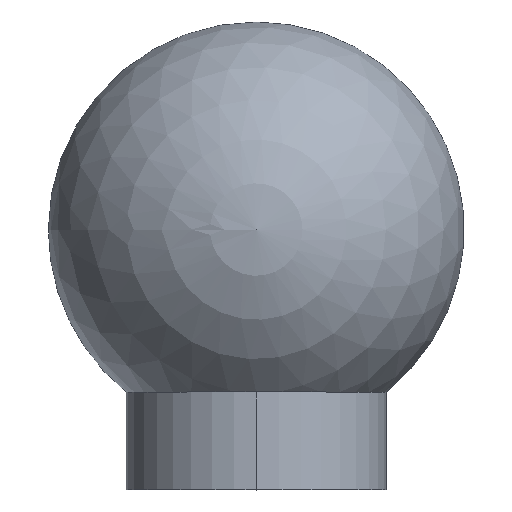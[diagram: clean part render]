
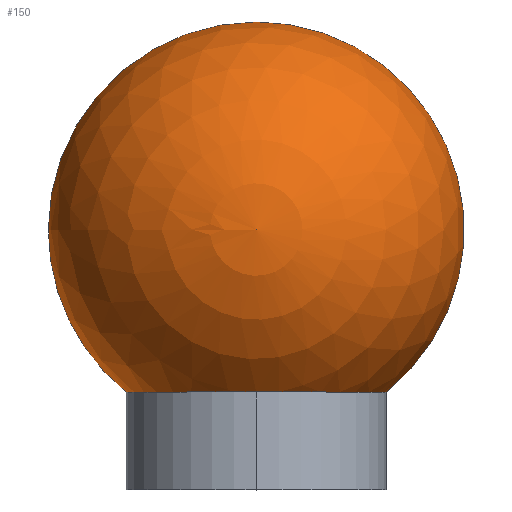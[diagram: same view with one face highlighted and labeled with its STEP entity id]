
A CAD part, top view. The second image highlights one B-rep face of the part: STEP entity #150.
In plain terms, the highlighted spherical face has radius 80 mm.
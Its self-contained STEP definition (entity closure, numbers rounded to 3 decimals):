
#1 = DIRECTION ( 'NONE',  ( -1., 0., 0. ) ) ;
#5 = ORIENTED_EDGE ( 'NONE', *, *, #226, .F. ) ;
#19 = FACE_OUTER_BOUND ( 'NONE', #66, .T. ) ;
#33 = AXIS2_PLACEMENT_3D ( 'NONE', #81, #183, #1 ) ;
#39 = AXIS2_PLACEMENT_3D ( 'NONE', #285, #123, #223 ) ;
#44 = AXIS2_PLACEMENT_3D ( 'NONE', #279, #201, #310 ) ;
#52 = CIRCLE ( 'NONE', #195, 50. ) ;
#66 = EDGE_LOOP ( 'NONE', ( #93, #330, #275, #5 ) ) ;
#71 = DIRECTION ( 'NONE',  ( 0., 0., 1. ) ) ;
#81 = CARTESIAN_POINT ( 'NONE',  ( 0., 100., 0. ) ) ;
#91 = VERTEX_POINT ( 'NONE', #257 ) ;
#93 = ORIENTED_EDGE ( 'NONE', *, *, #290, .F. ) ;
#97 = DIRECTION ( 'NONE',  ( 0., -1., 0. ) ) ;
#99 = AXIS2_PLACEMENT_3D ( 'NONE', #202, #71, #120 ) ;
#100 = CIRCLE ( 'NONE', #33, 80. ) ;
#118 = EDGE_CURVE ( 'NONE', #329, #91, #52, .T. ) ;
#120 = DIRECTION ( 'NONE',  ( 1., 0., 0. ) ) ;
#122 = DIRECTION ( 'NONE',  ( 0., 0., 1. ) ) ;
#123 = DIRECTION ( 'NONE',  ( 0., -1., 0. ) ) ;
#129 = CARTESIAN_POINT ( 'NONE',  ( 0., 37.55, 50. ) ) ;
#139 = VERTEX_POINT ( 'NONE', #335 ) ;
#147 = SPHERICAL_SURFACE ( 'NONE', #44, 80. ) ;
#150 = ADVANCED_FACE ( 'NONE', ( #19 ), #147, .T. ) ;
#166 = EDGE_CURVE ( 'NONE', #278, #91, #234, .T. ) ;
#183 = DIRECTION ( 'NONE',  ( 0., 0., -1. ) ) ;
#195 = AXIS2_PLACEMENT_3D ( 'NONE', #313, #97, #122 ) ;
#201 = DIRECTION ( 'NONE',  ( 0., 0., -1. ) ) ;
#202 = CARTESIAN_POINT ( 'NONE',  ( 0., 100., 0. ) ) ;
#214 = CIRCLE ( 'NONE', #39, 50. ) ;
#223 = DIRECTION ( 'NONE',  ( 0., 0., 1. ) ) ;
#226 = EDGE_CURVE ( 'NONE', #139, #329, #214, .T. ) ;
#233 = CARTESIAN_POINT ( 'NONE',  ( 0., 180., 0. ) ) ;
#234 = CIRCLE ( 'NONE', #99, 80. ) ;
#257 = CARTESIAN_POINT ( 'NONE',  ( -50., 37.55, 0. ) ) ;
#275 = ORIENTED_EDGE ( 'NONE', *, *, #118, .F. ) ;
#278 = VERTEX_POINT ( 'NONE', #233 ) ;
#279 = CARTESIAN_POINT ( 'NONE',  ( 0., 100., 0. ) ) ;
#285 = CARTESIAN_POINT ( 'NONE',  ( 0., 37.55, 0. ) ) ;
#290 = EDGE_CURVE ( 'NONE', #278, #139, #100, .T. ) ;
#310 = DIRECTION ( 'NONE',  ( -1., 0., 0. ) ) ;
#313 = CARTESIAN_POINT ( 'NONE',  ( 0., 37.55, 0. ) ) ;
#329 = VERTEX_POINT ( 'NONE', #129 ) ;
#330 = ORIENTED_EDGE ( 'NONE', *, *, #166, .T. ) ;
#335 = CARTESIAN_POINT ( 'NONE',  ( 50., 37.55, 0. ) ) ;
